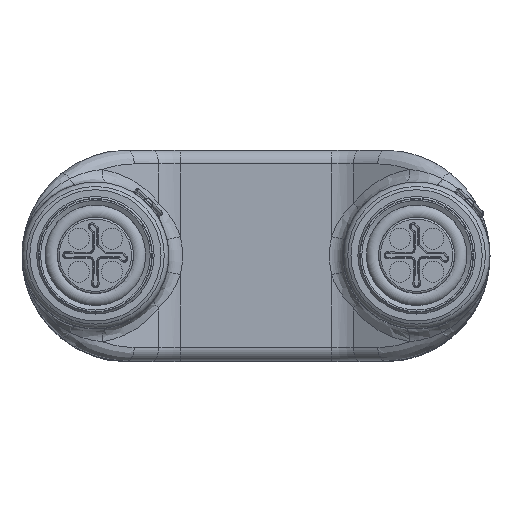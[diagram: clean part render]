
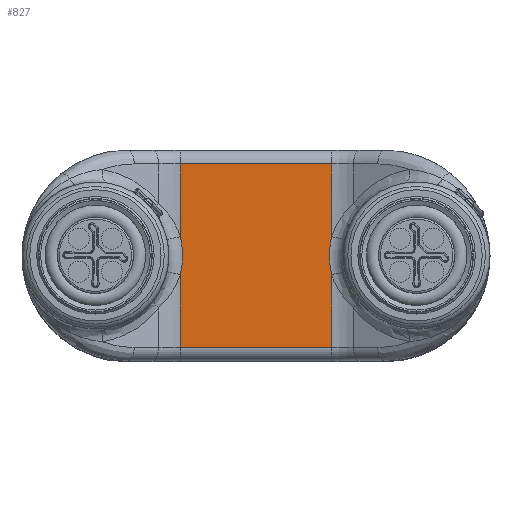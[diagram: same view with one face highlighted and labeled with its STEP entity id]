
A CAD part, top view. The second image highlights one B-rep face of the part: STEP entity #827.
In plain terms, the highlighted planar face has unit normal (0, 0, 1).
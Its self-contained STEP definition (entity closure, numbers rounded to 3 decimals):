
#350=PLANE('',#9776);
#827=ADVANCED_FACE('',(#1696),#350,.F.);
#1696=FACE_OUTER_BOUND('',#2244,.T.);
#2244=EDGE_LOOP('',(#3951,#3952,#3953,#3954,#3955,#3956,#3957,#3958));
#3066=CIRCLE('',#9774,9.5);
#3067=CIRCLE('',#9775,9.5);
#3951=ORIENTED_EDGE('',*,*,#7481,.T.);
#3952=ORIENTED_EDGE('',*,*,#7483,.T.);
#3953=ORIENTED_EDGE('',*,*,#7484,.T.);
#3954=ORIENTED_EDGE('',*,*,#7485,.T.);
#3955=ORIENTED_EDGE('',*,*,#7477,.T.);
#3956=ORIENTED_EDGE('',*,*,#7486,.T.);
#3957=ORIENTED_EDGE('',*,*,#7487,.T.);
#3958=ORIENTED_EDGE('',*,*,#7488,.T.);
#6628=VERTEX_POINT('',#14638);
#6629=VERTEX_POINT('',#14640);
#6632=VERTEX_POINT('',#14650);
#6633=VERTEX_POINT('',#14652);
#6634=VERTEX_POINT('',#14656);
#6635=VERTEX_POINT('',#14658);
#6636=VERTEX_POINT('',#14661);
#6637=VERTEX_POINT('',#14663);
#7477=EDGE_CURVE('',#6629,#6628,#8747,.T.);
#7481=EDGE_CURVE('',#6633,#6632,#8749,.T.);
#7483=EDGE_CURVE('',#6632,#6634,#3066,.T.);
#7484=EDGE_CURVE('',#6634,#6635,#8750,.T.);
#7485=EDGE_CURVE('',#6635,#6629,#8751,.T.);
#7486=EDGE_CURVE('',#6628,#6636,#3067,.T.);
#7487=EDGE_CURVE('',#6636,#6637,#8752,.T.);
#7488=EDGE_CURVE('',#6637,#6633,#8753,.T.);
#8747=LINE('',#14639,#9243);
#8749=LINE('',#14651,#9245);
#8750=LINE('',#14657,#9246);
#8751=LINE('',#14659,#9247);
#8752=LINE('',#14662,#9248);
#8753=LINE('',#14664,#9249);
#9243=VECTOR('',#11168,1.);
#9245=VECTOR('',#11174,1.);
#9246=VECTOR('',#11181,1.);
#9247=VECTOR('',#11182,1.);
#9248=VECTOR('',#11185,1.);
#9249=VECTOR('',#11186,1.);
#9774=AXIS2_PLACEMENT_3D('',#14655,#11179,#11180);
#9775=AXIS2_PLACEMENT_3D('',#14660,#11183,#11184);
#9776=AXIS2_PLACEMENT_3D('',#14665,#11187,#11188);
#11168=DIRECTION('',(0.,1.,0.));
#11174=DIRECTION('',(0.,-1.,0.));
#11179=DIRECTION('',(0.,0.,-1.));
#11180=DIRECTION('',(-1.,0.,0.));
#11181=DIRECTION('',(0.,-1.,0.));
#11182=DIRECTION('',(1.,0.,0.));
#11183=DIRECTION('',(0.,0.,-1.));
#11184=DIRECTION('',(-1.,0.,0.));
#11185=DIRECTION('',(0.,1.,0.));
#11186=DIRECTION('',(-1.,0.,0.));
#11187=DIRECTION('',(0.,0.,-1.));
#11188=DIRECTION('',(1.,0.,0.));
#14638=CARTESIAN_POINT('',(8.229,-2.071,20.4));
#14639=CARTESIAN_POINT('',(8.229,-11.5,20.4));
#14640=CARTESIAN_POINT('',(8.229,-10.,20.4));
#14650=CARTESIAN_POINT('',(-8.229,2.071,20.4));
#14651=CARTESIAN_POINT('',(-8.229,-11.5,20.4));
#14652=CARTESIAN_POINT('',(-8.229,10.,20.4));
#14655=CARTESIAN_POINT('',(-17.5,0.,20.4));
#14656=CARTESIAN_POINT('',(-8.229,-2.071,20.4));
#14657=CARTESIAN_POINT('',(-8.229,-11.5,20.4));
#14658=CARTESIAN_POINT('',(-8.229,-10.,20.4));
#14659=CARTESIAN_POINT('',(8.229,-10.,20.4));
#14660=CARTESIAN_POINT('',(17.5,0.,20.4));
#14661=CARTESIAN_POINT('',(8.229,2.071,20.4));
#14662=CARTESIAN_POINT('',(8.229,-11.5,20.4));
#14663=CARTESIAN_POINT('',(8.229,10.,20.4));
#14664=CARTESIAN_POINT('',(25.5,10.,20.4));
#14665=CARTESIAN_POINT('',(25.5,-11.5,20.4));
